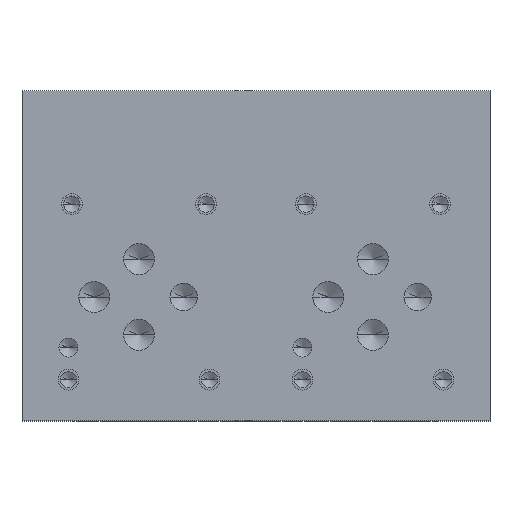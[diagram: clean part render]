
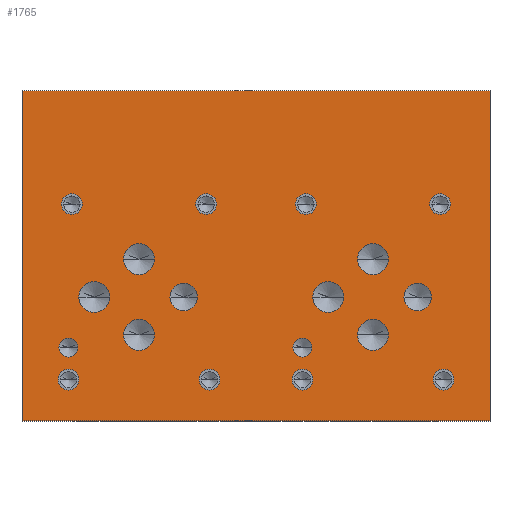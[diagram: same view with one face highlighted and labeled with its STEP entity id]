
A CAD part, top view. The second image highlights one B-rep face of the part: STEP entity #1765.
In plain terms, the highlighted planar face has unit normal (0, 0, 1).
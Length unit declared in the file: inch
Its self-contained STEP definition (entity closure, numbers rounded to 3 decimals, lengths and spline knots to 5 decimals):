
#79=CARTESIAN_POINT('',(0.7965,1.125,3.0));
#80=VERTEX_POINT('',#79);
#81=CARTESIAN_POINT('',(0.656,1.125,3.0));
#82=DIRECTION('',(0.0,0.0,-1.0));
#83=DIRECTION('',(1.0,0.0,0.0));
#84=AXIS2_PLACEMENT_3D('',#81,#82,#83);
#85=CIRCLE('',#84,0.1405);
#86=EDGE_CURVE('',#80,#80,#85,.T.);
#150=CARTESIAN_POINT('',(1.5935,1.125,3.0));
#151=VERTEX_POINT('',#150);
#152=CARTESIAN_POINT('',(1.4685,1.125,3.0));
#153=DIRECTION('',(0.0,0.0,-1.0));
#154=DIRECTION('',(1.0,0.0,0.0));
#155=AXIS2_PLACEMENT_3D('',#152,#153,#154);
#156=CIRCLE('',#155,0.125);
#157=EDGE_CURVE('',#151,#151,#156,.T.);
#221=CARTESIAN_POINT('',(1.2028,1.4688,3.0));
#222=VERTEX_POINT('',#221);
#223=CARTESIAN_POINT('',(1.0623,1.4688,3.0));
#224=DIRECTION('',(0.0,0.0,-1.0));
#225=DIRECTION('',(1.0,0.0,0.0));
#226=AXIS2_PLACEMENT_3D('',#223,#224,#225);
#227=CIRCLE('',#226,0.1405);
#228=EDGE_CURVE('',#222,#222,#227,.T.);
#292=CARTESIAN_POINT('',(1.2028,0.7812,3.0));
#293=VERTEX_POINT('',#292);
#294=CARTESIAN_POINT('',(1.0623,0.7812,3.0));
#295=DIRECTION('',(0.0,0.0,-1.0));
#296=DIRECTION('',(1.0,0.0,0.0));
#297=AXIS2_PLACEMENT_3D('',#294,#295,#296);
#298=CIRCLE('',#297,0.1405);
#299=EDGE_CURVE('',#293,#293,#298,.T.);
#363=CARTESIAN_POINT('',(0.5076,0.665,3.0));
#364=VERTEX_POINT('',#363);
#365=CARTESIAN_POINT('',(0.4216,0.665,3.0));
#366=DIRECTION('',(0.0,0.0,-1.0));
#367=DIRECTION('',(1.0,0.0,0.0));
#368=AXIS2_PLACEMENT_3D('',#365,#366,#367);
#369=CIRCLE('',#368,0.086);
#370=EDGE_CURVE('',#364,#364,#369,.T.);
#434=CARTESIAN_POINT('',(0.517,0.375,3.0));
#435=VERTEX_POINT('',#434);
#436=CARTESIAN_POINT('',(0.422,0.375,3.0));
#437=DIRECTION('',(0.0,0.0,-1.0));
#438=DIRECTION('',(1.0,0.0,0.0));
#439=AXIS2_PLACEMENT_3D('',#436,#437,#438);
#440=CIRCLE('',#439,0.095);
#441=EDGE_CURVE('',#435,#435,#440,.T.);
#545=CARTESIAN_POINT('',(1.798,0.375,3.0));
#546=VERTEX_POINT('',#545);
#547=CARTESIAN_POINT('',(1.703,0.375,3.0));
#548=DIRECTION('',(0.0,0.0,-1.0));
#549=DIRECTION('',(1.0,0.0,0.0));
#550=AXIS2_PLACEMENT_3D('',#547,#548,#549);
#551=CIRCLE('',#550,0.095);
#552=EDGE_CURVE('',#546,#546,#551,.T.);
#656=CARTESIAN_POINT('',(1.767,1.969,3.0));
#657=VERTEX_POINT('',#656);
#658=CARTESIAN_POINT('',(1.672,1.969,3.0));
#659=DIRECTION('',(0.0,0.0,-1.0));
#660=DIRECTION('',(1.0,0.0,0.0));
#661=AXIS2_PLACEMENT_3D('',#658,#659,#660);
#662=CIRCLE('',#661,0.095);
#663=EDGE_CURVE('',#657,#657,#662,.T.);
#767=CARTESIAN_POINT('',(0.548,1.969,3.0));
#768=VERTEX_POINT('',#767);
#769=CARTESIAN_POINT('',(0.453,1.969,3.0));
#770=DIRECTION('',(0.0,0.0,-1.0));
#771=DIRECTION('',(1.0,0.0,0.0));
#772=AXIS2_PLACEMENT_3D('',#769,#770,#771);
#773=CIRCLE('',#772,0.095);
#774=EDGE_CURVE('',#768,#768,#773,.T.);
#878=CARTESIAN_POINT('',(2.9215,1.125,3.0));
#879=VERTEX_POINT('',#878);
#880=CARTESIAN_POINT('',(2.781,1.125,3.0));
#881=DIRECTION('',(0.0,0.0,-1.0));
#882=DIRECTION('',(1.0,0.0,0.0));
#883=AXIS2_PLACEMENT_3D('',#880,#881,#882);
#884=CIRCLE('',#883,0.1405);
#885=EDGE_CURVE('',#879,#879,#884,.T.);
#949=CARTESIAN_POINT('',(3.7185,1.125,3.0));
#950=VERTEX_POINT('',#949);
#951=CARTESIAN_POINT('',(3.5935,1.125,3.0));
#952=DIRECTION('',(0.0,0.0,-1.0));
#953=DIRECTION('',(1.0,0.0,0.0));
#954=AXIS2_PLACEMENT_3D('',#951,#952,#953);
#955=CIRCLE('',#954,0.125);
#956=EDGE_CURVE('',#950,#950,#955,.T.);
#1020=CARTESIAN_POINT('',(3.3277,1.4688,3.0));
#1021=VERTEX_POINT('',#1020);
#1022=CARTESIAN_POINT('',(3.1872,1.4688,3.0));
#1023=DIRECTION('',(0.0,0.0,-1.0));
#1024=DIRECTION('',(1.0,0.0,0.0));
#1025=AXIS2_PLACEMENT_3D('',#1022,#1023,#1024);
#1026=CIRCLE('',#1025,0.1405);
#1027=EDGE_CURVE('',#1021,#1021,#1026,.T.);
#1091=CARTESIAN_POINT('',(3.3277,0.7812,3.0));
#1092=VERTEX_POINT('',#1091);
#1093=CARTESIAN_POINT('',(3.1872,0.7812,3.0));
#1094=DIRECTION('',(0.0,0.0,-1.0));
#1095=DIRECTION('',(1.0,0.0,0.0));
#1096=AXIS2_PLACEMENT_3D('',#1093,#1094,#1095);
#1097=CIRCLE('',#1096,0.1405);
#1098=EDGE_CURVE('',#1092,#1092,#1097,.T.);
#1162=CARTESIAN_POINT('',(2.6326,0.665,3.0));
#1163=VERTEX_POINT('',#1162);
#1164=CARTESIAN_POINT('',(2.5466,0.665,3.0));
#1165=DIRECTION('',(0.0,0.0,-1.0));
#1166=DIRECTION('',(1.0,0.0,0.0));
#1167=AXIS2_PLACEMENT_3D('',#1164,#1165,#1166);
#1168=CIRCLE('',#1167,0.086);
#1169=EDGE_CURVE('',#1163,#1163,#1168,.T.);
#1233=CARTESIAN_POINT('',(2.642,0.375,3.0));
#1234=VERTEX_POINT('',#1233);
#1235=CARTESIAN_POINT('',(2.547,0.375,3.0));
#1236=DIRECTION('',(0.0,0.0,-1.0));
#1237=DIRECTION('',(1.0,0.0,0.0));
#1238=AXIS2_PLACEMENT_3D('',#1235,#1236,#1237);
#1239=CIRCLE('',#1238,0.095);
#1240=EDGE_CURVE('',#1234,#1234,#1239,.T.);
#1344=CARTESIAN_POINT('',(3.923,0.375,3.0));
#1345=VERTEX_POINT('',#1344);
#1346=CARTESIAN_POINT('',(3.828,0.375,3.0));
#1347=DIRECTION('',(0.0,0.0,-1.0));
#1348=DIRECTION('',(1.0,0.0,0.0));
#1349=AXIS2_PLACEMENT_3D('',#1346,#1347,#1348);
#1350=CIRCLE('',#1349,0.095);
#1351=EDGE_CURVE('',#1345,#1345,#1350,.T.);
#1455=CARTESIAN_POINT('',(3.892,1.969,3.0));
#1456=VERTEX_POINT('',#1455);
#1457=CARTESIAN_POINT('',(3.797,1.969,3.0));
#1458=DIRECTION('',(0.0,0.0,-1.0));
#1459=DIRECTION('',(1.0,0.0,0.0));
#1460=AXIS2_PLACEMENT_3D('',#1457,#1458,#1459);
#1461=CIRCLE('',#1460,0.095);
#1462=EDGE_CURVE('',#1456,#1456,#1461,.T.);
#1566=CARTESIAN_POINT('',(2.673,1.969,3.0));
#1567=VERTEX_POINT('',#1566);
#1568=CARTESIAN_POINT('',(2.578,1.969,3.0));
#1569=DIRECTION('',(0.0,0.0,-1.0));
#1570=DIRECTION('',(1.0,0.0,0.0));
#1571=AXIS2_PLACEMENT_3D('',#1568,#1569,#1570);
#1572=CIRCLE('',#1571,0.095);
#1573=EDGE_CURVE('',#1567,#1567,#1572,.T.);
#1672=CARTESIAN_POINT('',(0.0,3.0,3.0));
#1673=DIRECTION('',(0.0,0.0,-1.0));
#1674=DIRECTION('',(-1.0,0.0,0.0));
#1675=AXIS2_PLACEMENT_3D('',#1672,#1673,#1674);
#1676=PLANE('',#1675);
#1677=CARTESIAN_POINT('',(0.0,0.0,3.0));
#1678=VERTEX_POINT('',#1677);
#1679=CARTESIAN_POINT('',(0.0,3.0,3.0));
#1680=VERTEX_POINT('',#1679);
#1681=CARTESIAN_POINT('',(0.0,0.0,3.0));
#1682=DIRECTION('',(0.0,1.0,0.0));
#1683=VECTOR('',#1682,3.0);
#1684=LINE('',#1681,#1683);
#1685=EDGE_CURVE('',#1678,#1680,#1684,.T.);
#1686=ORIENTED_EDGE('',*,*,#1685,.F.);
#1687=CARTESIAN_POINT('',(4.25,0.0,3.0));
#1688=VERTEX_POINT('',#1687);
#1689=CARTESIAN_POINT('',(4.25,0.0,3.0));
#1690=DIRECTION('',(-1.0,0.0,0.0));
#1691=VECTOR('',#1690,4.25);
#1692=LINE('',#1689,#1691);
#1693=EDGE_CURVE('',#1688,#1678,#1692,.T.);
#1694=ORIENTED_EDGE('',*,*,#1693,.F.);
#1695=CARTESIAN_POINT('',(4.25,3.0,3.0));
#1696=VERTEX_POINT('',#1695);
#1697=CARTESIAN_POINT('',(4.25,3.0,3.0));
#1698=DIRECTION('',(0.0,-1.0,0.0));
#1699=VECTOR('',#1698,3.0);
#1700=LINE('',#1697,#1699);
#1701=EDGE_CURVE('',#1696,#1688,#1700,.T.);
#1702=ORIENTED_EDGE('',*,*,#1701,.F.);
#1703=CARTESIAN_POINT('',(0.0,3.0,3.0));
#1704=DIRECTION('',(1.0,0.0,0.0));
#1705=VECTOR('',#1704,4.25);
#1706=LINE('',#1703,#1705);
#1707=EDGE_CURVE('',#1680,#1696,#1706,.T.);
#1708=ORIENTED_EDGE('',*,*,#1707,.F.);
#1709=EDGE_LOOP('',(#1686,#1694,#1702,#1708));
#1710=FACE_OUTER_BOUND('',#1709,.T.);
#1711=ORIENTED_EDGE('',*,*,#86,.T.);
#1712=EDGE_LOOP('',(#1711));
#1713=FACE_BOUND('',#1712,.T.);
#1714=ORIENTED_EDGE('',*,*,#157,.T.);
#1715=EDGE_LOOP('',(#1714));
#1716=FACE_BOUND('',#1715,.T.);
#1717=ORIENTED_EDGE('',*,*,#228,.T.);
#1718=EDGE_LOOP('',(#1717));
#1719=FACE_BOUND('',#1718,.T.);
#1720=ORIENTED_EDGE('',*,*,#299,.T.);
#1721=EDGE_LOOP('',(#1720));
#1722=FACE_BOUND('',#1721,.T.);
#1723=ORIENTED_EDGE('',*,*,#370,.T.);
#1724=EDGE_LOOP('',(#1723));
#1725=FACE_BOUND('',#1724,.T.);
#1726=ORIENTED_EDGE('',*,*,#441,.T.);
#1727=EDGE_LOOP('',(#1726));
#1728=FACE_BOUND('',#1727,.T.);
#1729=ORIENTED_EDGE('',*,*,#552,.T.);
#1730=EDGE_LOOP('',(#1729));
#1731=FACE_BOUND('',#1730,.T.);
#1732=ORIENTED_EDGE('',*,*,#663,.T.);
#1733=EDGE_LOOP('',(#1732));
#1734=FACE_BOUND('',#1733,.T.);
#1735=ORIENTED_EDGE('',*,*,#774,.T.);
#1736=EDGE_LOOP('',(#1735));
#1737=FACE_BOUND('',#1736,.T.);
#1738=ORIENTED_EDGE('',*,*,#885,.T.);
#1739=EDGE_LOOP('',(#1738));
#1740=FACE_BOUND('',#1739,.T.);
#1741=ORIENTED_EDGE('',*,*,#956,.T.);
#1742=EDGE_LOOP('',(#1741));
#1743=FACE_BOUND('',#1742,.T.);
#1744=ORIENTED_EDGE('',*,*,#1027,.T.);
#1745=EDGE_LOOP('',(#1744));
#1746=FACE_BOUND('',#1745,.T.);
#1747=ORIENTED_EDGE('',*,*,#1098,.T.);
#1748=EDGE_LOOP('',(#1747));
#1749=FACE_BOUND('',#1748,.T.);
#1750=ORIENTED_EDGE('',*,*,#1169,.T.);
#1751=EDGE_LOOP('',(#1750));
#1752=FACE_BOUND('',#1751,.T.);
#1753=ORIENTED_EDGE('',*,*,#1240,.T.);
#1754=EDGE_LOOP('',(#1753));
#1755=FACE_BOUND('',#1754,.T.);
#1756=ORIENTED_EDGE('',*,*,#1351,.T.);
#1757=EDGE_LOOP('',(#1756));
#1758=FACE_BOUND('',#1757,.T.);
#1759=ORIENTED_EDGE('',*,*,#1462,.T.);
#1760=EDGE_LOOP('',(#1759));
#1761=FACE_BOUND('',#1760,.T.);
#1762=ORIENTED_EDGE('',*,*,#1573,.T.);
#1763=EDGE_LOOP('',(#1762));
#1764=FACE_BOUND('',#1763,.T.);
#1765=ADVANCED_FACE('',(#1710,#1713,#1716,#1719,#1722,#1725,#1728,#1731,#1734,#1737,#1740,#1743,#1746,#1749,#1752,#1755,#1758,#1761,#1764),#1676,.F.);
